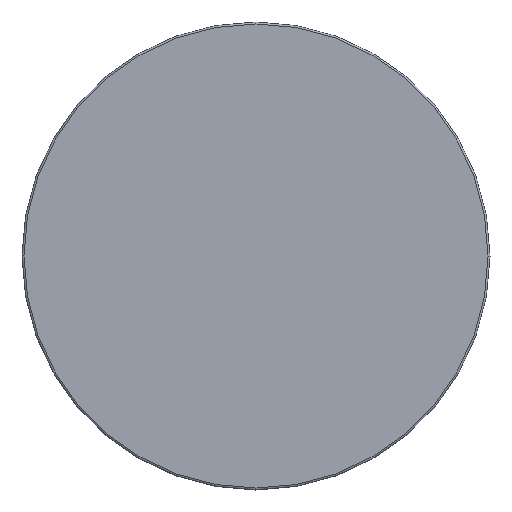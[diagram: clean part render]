
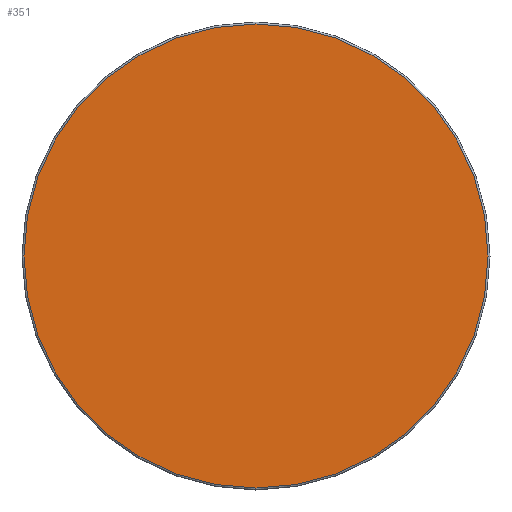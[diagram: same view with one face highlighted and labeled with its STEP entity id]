
A CAD part, front view. The second image highlights one B-rep face of the part: STEP entity #351.
In plain terms, the highlighted planar face has unit normal (0, -1, 0).
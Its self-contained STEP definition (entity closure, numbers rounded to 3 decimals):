
#19=PLANE('',#421);
#82=CIRCLE('',#418,58.502);
#83=CIRCLE('',#419,58.502);
#107=FACE_OUTER_BOUND('',#129,.T.);
#129=EDGE_LOOP('',(#312,#313));
#168=VERTEX_POINT('',#1205);
#169=VERTEX_POINT('',#1206);
#215=EDGE_CURVE('',#168,#169,#82,.T.);
#216=EDGE_CURVE('',#169,#168,#83,.T.);
#312=ORIENTED_EDGE('',*,*,#215,.T.);
#313=ORIENTED_EDGE('',*,*,#216,.T.);
#351=ADVANCED_FACE('',(#107),#19,.T.);
#418=AXIS2_PLACEMENT_3D('',#1207,#527,#528);
#419=AXIS2_PLACEMENT_3D('',#1208,#529,#530);
#421=AXIS2_PLACEMENT_3D('',#1210,#533,#534);
#527=DIRECTION('center_axis',(0.,-1.,0.));
#528=DIRECTION('ref_axis',(1.,0.,0.));
#529=DIRECTION('center_axis',(0.,-1.,0.));
#530=DIRECTION('ref_axis',(1.,0.,0.));
#533=DIRECTION('center_axis',(0.,-1.,0.));
#534=DIRECTION('ref_axis',(0.,0.,-1.));
#1205=CARTESIAN_POINT('',(58.502,0.,0.));
#1206=CARTESIAN_POINT('',(0.,0.,58.502));
#1207=CARTESIAN_POINT('Origin',(0.,0.,0.));
#1208=CARTESIAN_POINT('Origin',(0.,0.,0.));
#1210=CARTESIAN_POINT('Origin',(0.,0.,0.));
